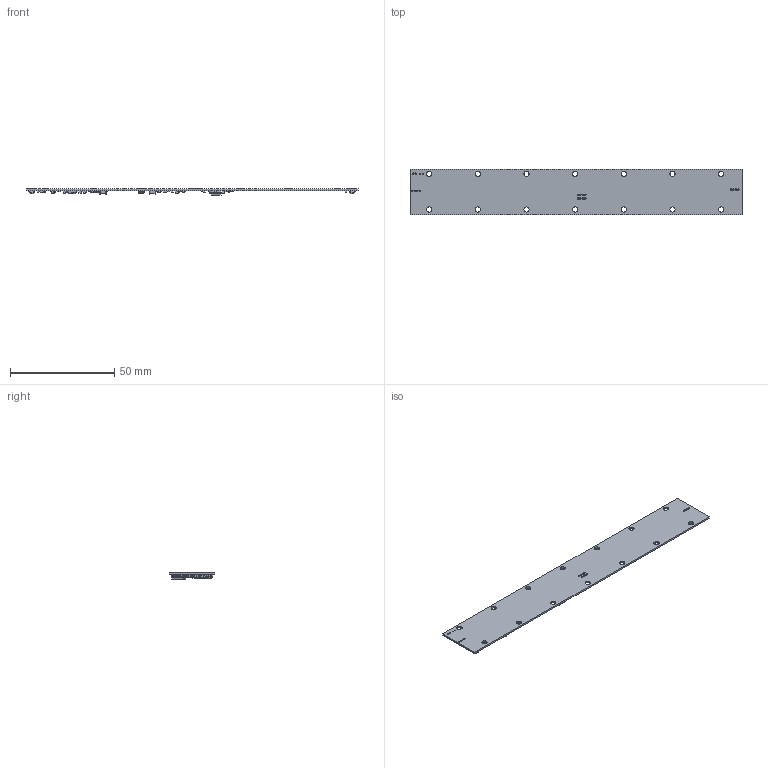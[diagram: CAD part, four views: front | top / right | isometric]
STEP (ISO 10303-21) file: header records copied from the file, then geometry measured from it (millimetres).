
FILE_DESCRIPTION(('KiCad electronic assembly'),'2;1');
FILE_NAME('KSS_V50.step','2024-09-28T14:35:05',('Pcbnew'),('Kicad'), 'Open CASCADE STEP processor 7.8','KiCad to STEP converter','Unknown' );
FILE_SCHEMA(('AUTOMOTIVE_DESIGN { 1 0 10303 214 1 1 1 1 }'));
Length unit declared in the file: millimetre
Products named in the file (28): KSS_V50 1; R_0603_1608Metric; C_0603_1608Metric; SOT-23-8; SOT_23_8; SOT-353_SC-70-5; SOT_353_SC_70_5; C_0805_2012Metric; C_1206_3216Metric; WSON-6_1.5x1.5mm_P0.5mm; WSON6_15x15mm_Pitch05mm; SOT-563; SOT_563; SOT-23-6; SOT_23_6; SOT-23-3; D_SOD-523; D_SOD_523; SSOP-20_5.3x7.2mm_P0.65mm; SSOP_20_53x72mm_P065mm; TSSOP-8_4.4x3mm_P0.65mm; TSSOP_8_44x3mm_P065mm; KSS_V50_PCB
Assembly tree (109 placements, depth 3):
  KSS_V50 1
    R_0603_1608Metric  x38
      R_0603_1608Metric
    C_0603_1608Metric  x28
      C_0603_1608Metric
    SOT-23-8  x2
      SOT_23_8
    SOT-353_SC-70-5  x4
      SOT_353_SC_70_5
    C_0805_2012Metric  x6
      C_0805_2012Metric
    C_1206_3216Metric  x7
      C_1206_3216Metric
    WSON-6_1.5x1.5mm_P0.5mm
      WSON6_15x15mm_Pitch05mm
    SOT-563
      SOT_563
    SOT-23-6  x3
      SOT_23_6
    SOT-23-3  x2
      SOT-23-3
    D_SOD-523
      D_SOD_523
    SSOP-20_5.3x7.2mm_P0.65mm
      SSOP_20_53x72mm_P065mm
    TSSOP-8_4.4x3mm_P0.65mm
      TSSOP_8_44x3mm_P065mm
    KSS_V50_PCB
Bounding box: 158.97 x 21.75 x 2.95 mm (x, y, z)
Volume: 2958.7 mm3; surface area: 8238.8 mm2
Topology: 96 solids, 96 shells, 4027 faces, 10364 edges, 6618 vertices
Faces by surface type: plane 2439, cylinder 1186, bspline 402
Full cylindrical faces by diameter (mm): 0.25 x1, 0.3 x1, 0.5 x2, 0.65 x20, 2.5 x14
Entity records: 46891 total; most frequent: CARTESIAN_POINT 8489, ORIENTED_EDGE 6294, DIRECTION 5738, EDGE_CURVE 3147, LINE 2366, VECTOR 2366, VERTEX_POINT 1969, AXIS2_PLACEMENT_3D 1686
